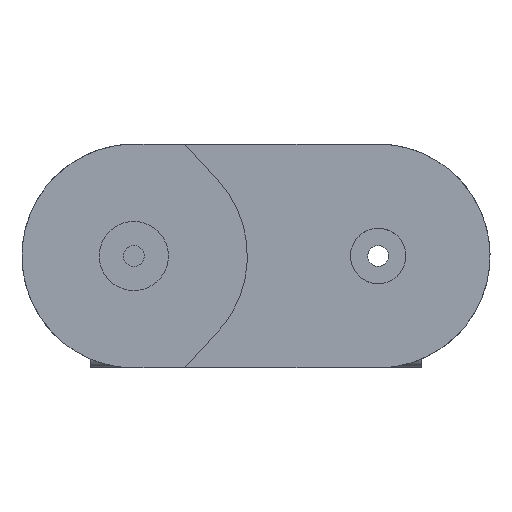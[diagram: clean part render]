
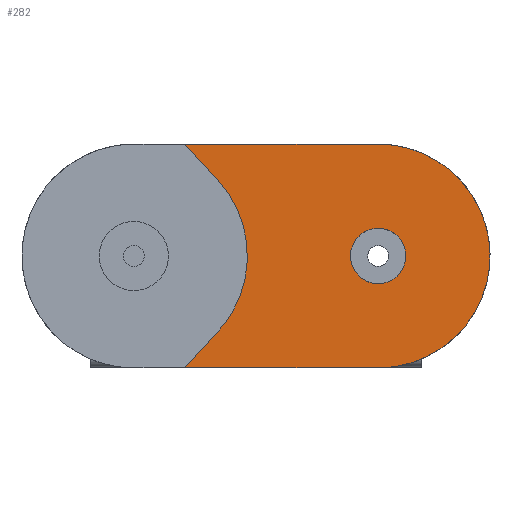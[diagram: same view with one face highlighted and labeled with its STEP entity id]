
A CAD part, front view. The second image highlights one B-rep face of the part: STEP entity #282.
In plain terms, the highlighted planar face has unit normal (0, -1, 0).
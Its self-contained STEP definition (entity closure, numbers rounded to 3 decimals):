
#150=FACE_BOUND('',#1018,.T.);
#282=ADVANCED_FACE('',(#646,#150),#5904,.T.);
#646=FACE_OUTER_BOUND('',#1017,.T.);
#1017=EDGE_LOOP('',(#1815,#1816,#1817,#1818,#1819,#1820));
#1018=EDGE_LOOP('',(#1821,#1822));
#1815=ORIENTED_EDGE('',*,*,#3478,.T.);
#1816=ORIENTED_EDGE('',*,*,#3475,.T.);
#1817=ORIENTED_EDGE('',*,*,#3465,.F.);
#1818=ORIENTED_EDGE('',*,*,#3469,.F.);
#1819=ORIENTED_EDGE('',*,*,#3470,.F.);
#1820=ORIENTED_EDGE('',*,*,#3480,.T.);
#1821=ORIENTED_EDGE('',*,*,#3472,.T.);
#1822=ORIENTED_EDGE('',*,*,#3482,.T.);
#3465=EDGE_CURVE('',#5270,#5271,#4269,.T.);
#3469=EDGE_CURVE('',#5273,#5270,#4271,.T.);
#3470=EDGE_CURVE('',#5274,#5273,#4272,.T.);
#3472=EDGE_CURVE('',#5278,#5277,#4273,.T.);
#3475=EDGE_CURVE('',#5276,#5271,#4275,.T.);
#3478=EDGE_CURVE('',#5275,#5276,#4277,.T.);
#3480=EDGE_CURVE('',#5274,#5275,#4279,.T.);
#3482=EDGE_CURVE('',#5277,#5278,#4280,.T.);
#4269=(
BOUNDED_CURVE()
B_SPLINE_CURVE(2,(#7798,#7799,#7800),.UNSPECIFIED.,.F.,.F.)
B_SPLINE_CURVE_WITH_KNOTS((3,3),(60.958,66.578),
 .UNSPECIFIED.)
CURVE()
GEOMETRIC_REPRESENTATION_ITEM()
RATIONAL_B_SPLINE_CURVE((1.,1.,1.))
REPRESENTATION_ITEM('')
);
#4271=(
BOUNDED_CURVE()
B_SPLINE_CURVE(2,(#7810,#7811,#7812,#7813,#7814),.UNSPECIFIED.,.F.,.F.)
B_SPLINE_CURVE_WITH_KNOTS((3,2,3),(50.748,55.853,60.958),
 .UNSPECIFIED.)
CURVE()
GEOMETRIC_REPRESENTATION_ITEM()
RATIONAL_B_SPLINE_CURVE((1.,0.707,1.,0.707,1.))
REPRESENTATION_ITEM('')
);
#4272=(
BOUNDED_CURVE()
B_SPLINE_CURVE(2,(#7815,#7816,#7817),.UNSPECIFIED.,.F.,.F.)
B_SPLINE_CURVE_WITH_KNOTS((3,3),(45.128,50.748),
 .UNSPECIFIED.)
CURVE()
GEOMETRIC_REPRESENTATION_ITEM()
RATIONAL_B_SPLINE_CURVE((1.,1.,1.))
REPRESENTATION_ITEM('')
);
#4273=(
BOUNDED_CURVE()
B_SPLINE_CURVE(2,(#7820,#7821,#7822,#7823,#7824),.UNSPECIFIED.,.F.,.F.)
B_SPLINE_CURVE_WITH_KNOTS((3,2,3),(-2.529,-1.264,
0.),.UNSPECIFIED.)
CURVE()
GEOMETRIC_REPRESENTATION_ITEM()
RATIONAL_B_SPLINE_CURVE((1.,0.707,1.,0.707,1.))
REPRESENTATION_ITEM('')
);
#4275=(
BOUNDED_CURVE()
B_SPLINE_CURVE(2,(#7830,#7831,#7832),.UNSPECIFIED.,.F.,.F.)
B_SPLINE_CURVE_WITH_KNOTS((3,3),(4.957,6.319),
 .UNSPECIFIED.)
CURVE()
GEOMETRIC_REPRESENTATION_ITEM()
RATIONAL_B_SPLINE_CURVE((1.,1.,1.))
REPRESENTATION_ITEM('')
);
#4277=(
BOUNDED_CURVE()
B_SPLINE_CURVE(2,(#7838,#7839,#7840),.UNSPECIFIED.,.F.,.F.)
B_SPLINE_CURVE_WITH_KNOTS((3,3),(0.,4.957),.UNSPECIFIED.)
CURVE()
GEOMETRIC_REPRESENTATION_ITEM()
RATIONAL_B_SPLINE_CURVE((1.,0.723,1.))
REPRESENTATION_ITEM('')
);
#4279=(
BOUNDED_CURVE()
B_SPLINE_CURVE(2,(#7844,#7845,#7846),.UNSPECIFIED.,.F.,.F.)
B_SPLINE_CURVE_WITH_KNOTS((3,3),(-1.362,0.),.UNSPECIFIED.)
CURVE()
GEOMETRIC_REPRESENTATION_ITEM()
RATIONAL_B_SPLINE_CURVE((1.,1.,1.))
REPRESENTATION_ITEM('')
);
#4280=(
BOUNDED_CURVE()
B_SPLINE_CURVE(2,(#7849,#7850,#7851,#7852,#7853),.UNSPECIFIED.,.F.,.F.)
B_SPLINE_CURVE_WITH_KNOTS((3,2,3),(-5.058,-3.793,
-2.529),.UNSPECIFIED.)
CURVE()
GEOMETRIC_REPRESENTATION_ITEM()
RATIONAL_B_SPLINE_CURVE((1.,0.707,1.,0.707,1.))
REPRESENTATION_ITEM('')
);
#5270=VERTEX_POINT('',#7664);
#5271=VERTEX_POINT('',#7665);
#5273=VERTEX_POINT('',#7667);
#5274=VERTEX_POINT('',#7668);
#5275=VERTEX_POINT('',#7669);
#5276=VERTEX_POINT('',#7670);
#5277=VERTEX_POINT('',#7671);
#5278=VERTEX_POINT('',#7672);
#5904=PLANE('',#6208);
#6208=AXIS2_PLACEMENT_3D('',#7532,#6461,$);
#6461=DIRECTION('',(0.,-1.,0.));
#7532=CARTESIAN_POINT('',(-89.1,-225.147,-40.625));
#7664=CARTESIAN_POINT('',(31.4,-225.147,-32.5));
#7665=CARTESIAN_POINT('',(-24.799,-225.147,-32.5));
#7667=CARTESIAN_POINT('',(31.4,-225.147,32.5));
#7668=CARTESIAN_POINT('',(-24.799,-225.147,32.5));
#7669=CARTESIAN_POINT('',(-15.6,-225.147,22.45));
#7670=CARTESIAN_POINT('',(-15.6,-225.147,-22.45));
#7671=CARTESIAN_POINT('',(37.226,-225.147,5.556));
#7672=CARTESIAN_POINT('',(25.574,-225.147,-5.556));
#7798=CARTESIAN_POINT('',(31.4,-225.147,-32.5));
#7799=CARTESIAN_POINT('',(3.3,-225.147,-32.5));
#7800=CARTESIAN_POINT('',(-24.799,-225.147,-32.5));
#7810=CARTESIAN_POINT('',(31.4,-225.147,32.5));
#7811=CARTESIAN_POINT('',(63.9,-225.147,32.5));
#7812=CARTESIAN_POINT('',(63.9,-225.147,0.));
#7813=CARTESIAN_POINT('',(63.9,-225.147,-32.5));
#7814=CARTESIAN_POINT('',(31.4,-225.147,-32.5));
#7815=CARTESIAN_POINT('',(-24.799,-225.147,32.5));
#7816=CARTESIAN_POINT('',(3.3,-225.147,32.5));
#7817=CARTESIAN_POINT('',(31.4,-225.147,32.5));
#7820=CARTESIAN_POINT('',(25.574,-225.147,-5.556));
#7821=CARTESIAN_POINT('',(20.019,-225.147,0.27));
#7822=CARTESIAN_POINT('',(25.844,-225.147,5.826));
#7823=CARTESIAN_POINT('',(31.67,-225.147,11.381));
#7824=CARTESIAN_POINT('',(37.226,-225.147,5.556));
#7830=CARTESIAN_POINT('',(-15.6,-225.147,-22.45));
#7831=CARTESIAN_POINT('',(-20.2,-225.147,-27.475));
#7832=CARTESIAN_POINT('',(-24.799,-225.147,-32.5));
#7838=CARTESIAN_POINT('',(-15.6,-225.147,22.45));
#7839=CARTESIAN_POINT('',(5.847,-225.147,0.));
#7840=CARTESIAN_POINT('',(-15.6,-225.147,-22.45));
#7844=CARTESIAN_POINT('',(-24.799,-225.147,32.5));
#7845=CARTESIAN_POINT('',(-20.2,-225.147,27.475));
#7846=CARTESIAN_POINT('',(-15.6,-225.147,22.45));
#7849=CARTESIAN_POINT('',(37.226,-225.147,5.556));
#7850=CARTESIAN_POINT('',(42.781,-225.147,-0.27));
#7851=CARTESIAN_POINT('',(36.956,-225.147,-5.826));
#7852=CARTESIAN_POINT('',(31.13,-225.147,-11.381));
#7853=CARTESIAN_POINT('',(25.574,-225.147,-5.556));
